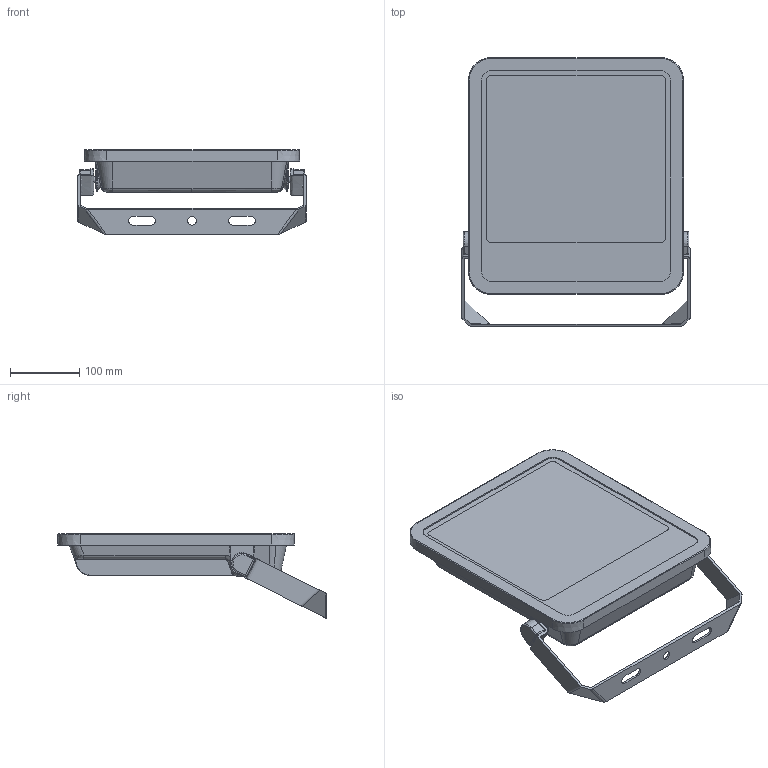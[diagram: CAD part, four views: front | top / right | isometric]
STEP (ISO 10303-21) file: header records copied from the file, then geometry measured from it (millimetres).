
FILE_DESCRIPTION (( 'STEP AP214' ), '1' );
FILE_NAME ('FL_G4_167W.STEP', '2024-05-30T07:09:53', ( '' ), ( '' ), 'SwSTEP 2.0', 'SolidWorks 2022', '' );
FILE_SCHEMA (( 'AUTOMOTIVE_DESIGN' ));
Length unit declared in the file: millimetre
Products named in the file (1): FL_G4_167W
Bounding box: 329 x 386.89 x 121.89 mm (x, y, z)
Volume: 1427978.5 mm3; surface area: 751698.7 mm2
Topology: 7 solids, 7 shells, 761 faces, 1861 edges, 1053 vertices
Faces by surface type: bspline 288, cylinder 259, plane 168, cone 22, torus 16, sphere 8
Full cylindrical faces by diameter (mm): 8.5 x2, 8.7 x2, 12.5 x1
Entity records: 41208 total; most frequent: CARTESIAN_POINT 17607, ORIENTED_EDGE 3578, DIRECTION 2610, EDGE_CURVE 1789, VERTEX_POINT 1052, AXIS2_PLACEMENT_3D 973, EDGE_LOOP 785, UNCERTAINTY_MEASURE_WITH_UNIT 770
